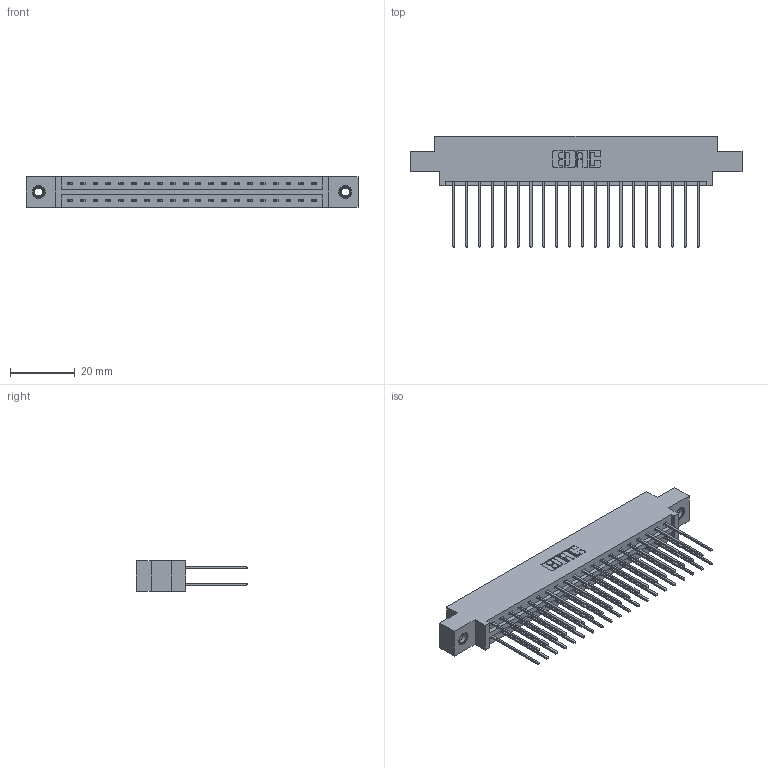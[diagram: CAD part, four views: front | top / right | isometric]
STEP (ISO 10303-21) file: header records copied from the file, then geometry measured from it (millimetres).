
FILE_DESCRIPTION (( 'STEP AP203' ), '1' );
FILE_NAME ('387-040-541-807.STEP', '2018-09-19T16:19:29', ( '' ), ( '' ), 'SwSTEP 2.0', 'SolidWorks 2016', '' );
FILE_SCHEMA (( 'CONFIG_CONTROL_DESIGN' ));
Length unit declared in the file: inch
Products named in the file (4): 337 Part_0.170 Offset - 0.156 Dia-TI; 345-292-001_345-293-141; 345-250-001_345-250-005-103; 387-040-541-807
Assembly tree (43 placements, depth 2):
  387-040-541-807
    337 Part_0.170 Offset - 0.156 Dia-TI
    345-292-001_345-293-141  x40
    345-250-001_345-250-005-103  x2
Bounding box: 102.26 x 34.3 x 9.4 mm (x, y, z)
Volume: 10582.6 mm3; surface area: 13045.7 mm2
Topology: 43 solids, 43 shells, 2338 faces, 6899 edges, 4538 vertices
Faces by surface type: plane 1626, cylinder 696, cone 12, torus 4
Entity records: 19688 total; most frequent: CARTESIAN_POINT 3317, ORIENTED_EDGE 3246, DIRECTION 2893, EDGE_CURVE 1623, LINE 1475, VECTOR 1475, VERTEX_POINT 1076, AXIS2_PLACEMENT_3D 709
